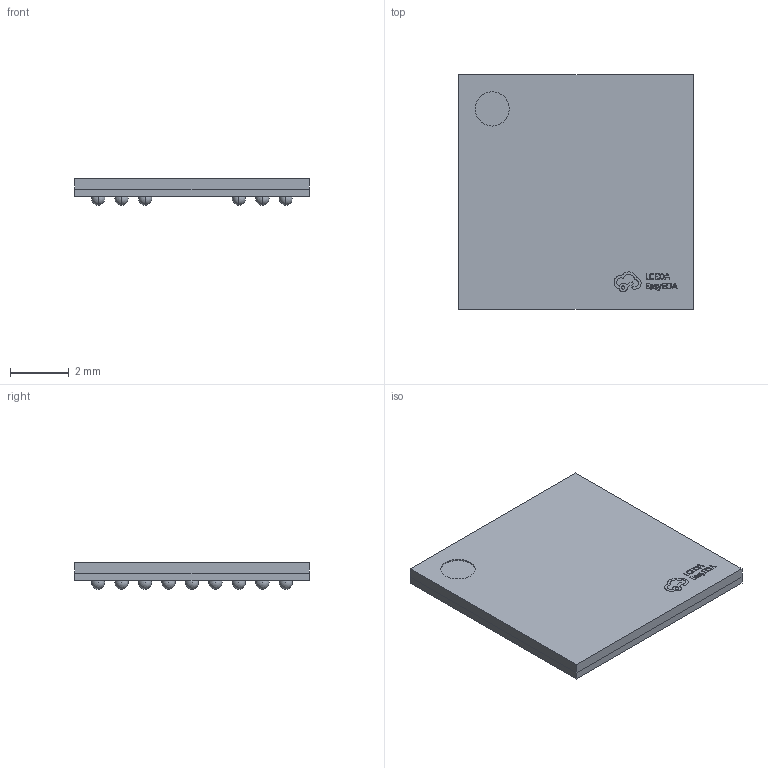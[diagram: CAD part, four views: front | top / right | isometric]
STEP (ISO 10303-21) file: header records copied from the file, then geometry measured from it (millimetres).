
FILE_DESCRIPTION (( 'STEP AP214' ), '1' );
FILE_NAME ('VFBGA-54_L8.0-W8.0-TL_MT48LC16M16A2B4.step', '2022-06-22T15:35:18', ( '' ), ( '' ), 'SwSTEP 2.0', 'SolidWorks 2020', '' );
FILE_SCHEMA (( 'AUTOMOTIVE_DESIGN' ));
Length unit declared in the file: millimetre
Products named in the file (1): VFBGA-54_L8.0-W8.0-TL_MT48LC16M16A2B4
Bounding box: 8 x 8 x 0.9 mm (x, y, z)
Volume: 40.3 mm3; surface area: 290.7 mm2
Topology: 2 solids, 2 shells, 406 faces, 1287 edges, 858 vertices
Faces by surface type: plane 184, bspline 112, sphere 108, cylinder 2
Entity records: 17347 total; most frequent: CARTESIAN_POINT 4224, ORIENTED_EDGE 2034, DIRECTION 1599, EDGE_CURVE 1017, VERTEX_POINT 696, LINE 569, VECTOR 569, AXIS2_PLACEMENT_3D 515
